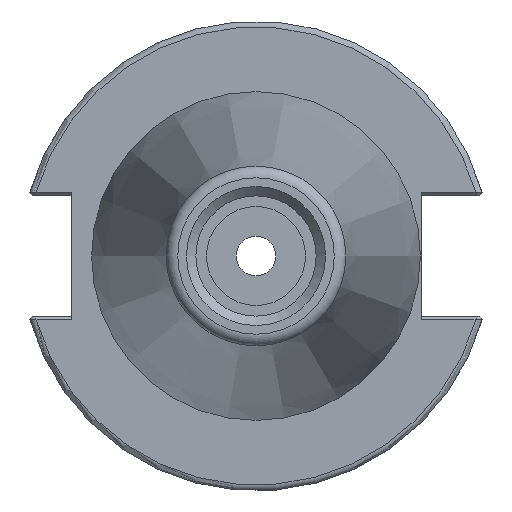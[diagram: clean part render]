
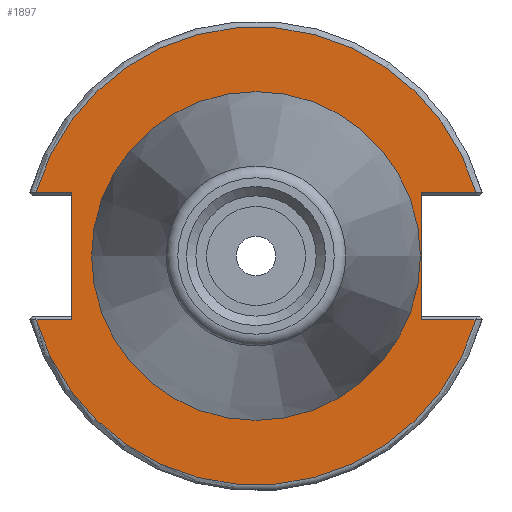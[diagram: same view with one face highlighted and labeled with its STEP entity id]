
A CAD part, left-side view. The second image highlights one B-rep face of the part: STEP entity #1897.
In plain terms, the highlighted planar face has unit normal (-1, 0, 0).
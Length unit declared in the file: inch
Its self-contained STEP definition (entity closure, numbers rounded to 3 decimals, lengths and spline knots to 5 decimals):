
#75=FACE_BOUND('',#378,.T.);
#178=CIRCLE('',#2074,0.86);
#179=CIRCLE('',#2076,1.21875);
#180=CIRCLE('',#2077,1.21875);
#258=FACE_OUTER_BOUND('',#377,.T.);
#377=EDGE_LOOP('',(#1418,#1419,#1420,#1421,#1422,#1423,#1424,#1425));
#378=EDGE_LOOP('',(#1426));
#511=LINE('',#2964,#675);
#512=LINE('',#2966,#676);
#513=LINE('',#2970,#677);
#514=LINE('',#2972,#678);
#515=LINE('',#2974,#679);
#516=LINE('',#2977,#680);
#675=VECTOR('',#2352,0.12159);
#676=VECTOR('',#2353,0.29091);
#677=VECTOR('',#2356,0.19091);
#678=VECTOR('',#2357,0.67625);
#679=VECTOR('',#2358,0.19091);
#680=VECTOR('',#2361,0.29091);
#842=VERTEX_POINT('',#2958);
#843=VERTEX_POINT('',#2962);
#844=VERTEX_POINT('',#2963);
#845=VERTEX_POINT('',#2965);
#846=VERTEX_POINT('',#2967);
#847=VERTEX_POINT('',#2969);
#848=VERTEX_POINT('',#2971);
#849=VERTEX_POINT('',#2973);
#850=VERTEX_POINT('',#2975);
#1053=EDGE_CURVE('',#842,#842,#178,.T.);
#1054=EDGE_CURVE('',#843,#844,#511,.T.);
#1055=EDGE_CURVE('',#844,#845,#512,.T.);
#1056=EDGE_CURVE('',#846,#845,#179,.T.);
#1057=EDGE_CURVE('',#847,#846,#513,.T.);
#1058=EDGE_CURVE('',#848,#847,#514,.T.);
#1059=EDGE_CURVE('',#849,#848,#515,.T.);
#1060=EDGE_CURVE('',#850,#849,#180,.T.);
#1061=EDGE_CURVE('',#850,#843,#516,.T.);
#1418=ORIENTED_EDGE('',*,*,#1054,.T.);
#1419=ORIENTED_EDGE('',*,*,#1055,.T.);
#1420=ORIENTED_EDGE('',*,*,#1056,.F.);
#1421=ORIENTED_EDGE('',*,*,#1057,.F.);
#1422=ORIENTED_EDGE('',*,*,#1058,.F.);
#1423=ORIENTED_EDGE('',*,*,#1059,.F.);
#1424=ORIENTED_EDGE('',*,*,#1060,.F.);
#1425=ORIENTED_EDGE('',*,*,#1061,.T.);
#1426=ORIENTED_EDGE('',*,*,#1053,.F.);
#1830=PLANE('',#2075);
#1897=ADVANCED_FACE('',(#258,#75),#1830,.T.);
#2074=AXIS2_PLACEMENT_3D('',#2960,#2348,#2349);
#2075=AXIS2_PLACEMENT_3D('',#2961,#2350,#2351);
#2076=AXIS2_PLACEMENT_3D('',#2968,#2354,#2355);
#2077=AXIS2_PLACEMENT_3D('',#2976,#2359,#2360);
#2348=DIRECTION('center_axis',(-1.,0.,0.));
#2349=DIRECTION('ref_axis',(0.,0.,1.));
#2350=DIRECTION('center_axis',(-1.,0.,0.));
#2351=DIRECTION('ref_axis',(0.,0.,1.));
#2352=DIRECTION('',(0.,0.,1.));
#2353=DIRECTION('',(0.,-1.,0.));
#2354=DIRECTION('center_axis',(1.,0.,0.));
#2355=DIRECTION('ref_axis',(0.,0.,1.));
#2356=DIRECTION('',(0.,1.,0.));
#2357=DIRECTION('',(0.,0.,1.));
#2358=DIRECTION('',(0.,-1.,0.));
#2359=DIRECTION('center_axis',(1.,0.,0.));
#2360=DIRECTION('ref_axis',(0.,0.,-1.));
#2361=DIRECTION('',(0.,1.,0.));
#2958=CARTESIAN_POINT('',(0.125,0.,-0.86));
#2960=CARTESIAN_POINT('Origin',(0.125,0.,0.));
#2961=CARTESIAN_POINT('Origin',(0.125,-0.875,0.));
#2962=CARTESIAN_POINT('',(0.125,-0.88,-0.33813));
#2963=CARTESIAN_POINT('',(0.125,-0.88,0.33813));
#2964=CARTESIAN_POINT('',(0.125,-0.88,0.));
#2965=CARTESIAN_POINT('',(0.125,-1.17091,0.33813));
#2966=CARTESIAN_POINT('',(0.125,-0.9025,0.33813));
#2967=CARTESIAN_POINT('',(0.125,1.17091,0.33813));
#2968=CARTESIAN_POINT('Origin',(0.125,0.,0.));
#2969=CARTESIAN_POINT('',(0.125,0.98,0.33813));
#2970=CARTESIAN_POINT('',(0.125,0.0275,0.33813));
#2971=CARTESIAN_POINT('',(0.125,0.98,-0.33813));
#2972=CARTESIAN_POINT('',(0.125,0.98,-0.33813));
#2973=CARTESIAN_POINT('',(0.125,1.17091,-0.33813));
#2974=CARTESIAN_POINT('',(0.125,0.2775,-0.33813));
#2975=CARTESIAN_POINT('',(0.125,-1.17091,-0.33813));
#2976=CARTESIAN_POINT('Origin',(0.125,0.,0.));
#2977=CARTESIAN_POINT('',(0.125,-0.9025,-0.33813));
